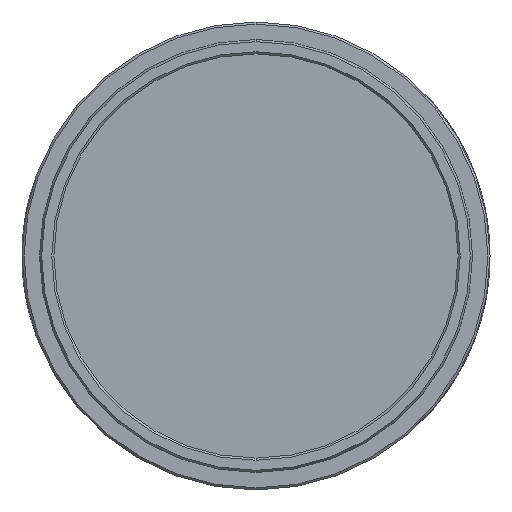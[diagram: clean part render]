
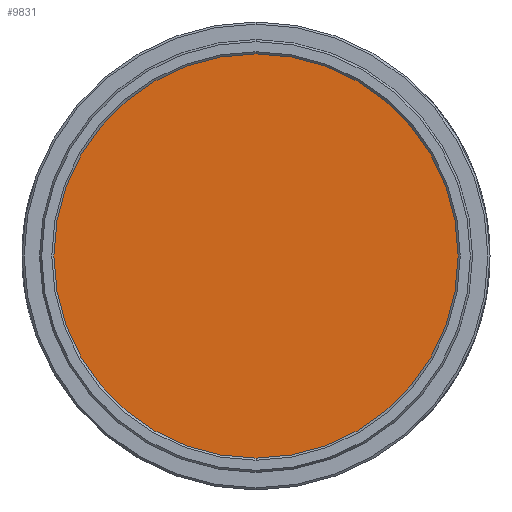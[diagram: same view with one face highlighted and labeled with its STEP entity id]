
A CAD part, left-side view. The second image highlights one B-rep face of the part: STEP entity #9831.
In plain terms, the highlighted planar face has unit normal (-1, 0, 0).
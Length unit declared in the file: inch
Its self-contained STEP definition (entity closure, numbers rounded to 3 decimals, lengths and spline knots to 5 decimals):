
#316 = PLANE ( 'NONE',  #12723 ) ;
#1576 = DIRECTION ( 'NONE',  ( 0., 0., -1. ) ) ;
#1690 = AXIS2_PLACEMENT_3D ( 'NONE', #1770, #10472, #3004 ) ;
#1770 = CARTESIAN_POINT ( 'NONE',  ( -0.255, 0., 0. ) ) ;
#2476 = EDGE_CURVE ( 'NONE', #9255, #15903, #5585, .T. ) ;
#3004 = DIRECTION ( 'NONE',  ( 0., 0., -1. ) ) ;
#3945 = DIRECTION ( 'NONE',  ( 1., 0., 0. ) ) ;
#4180 = ORIENTED_EDGE ( 'NONE', *, *, #7598, .F. ) ;
#5138 = CARTESIAN_POINT ( 'NONE',  ( -0.255, 0., 0. ) ) ;
#5585 = CIRCLE ( 'NONE', #12193, 1. ) ;
#7130 = CARTESIAN_POINT ( 'NONE',  ( -0.255, 0., 1. ) ) ;
#7598 = EDGE_CURVE ( 'NONE', #15903, #9255, #8397, .T. ) ;
#8397 = CIRCLE ( 'NONE', #1690, 1. ) ;
#9016 = DIRECTION ( 'NONE',  ( 1., 0., 0. ) ) ;
#9255 = VERTEX_POINT ( 'NONE', #7130 ) ;
#9316 = CARTESIAN_POINT ( 'NONE',  ( -0.255, 0., -1. ) ) ;
#9705 = EDGE_LOOP ( 'NONE', ( #4180, #15684 ) ) ;
#9831 = ADVANCED_FACE ( 'NONE', ( #15923 ), #316, .F. ) ;
#10472 = DIRECTION ( 'NONE',  ( 1., 0., 0. ) ) ;
#11389 = CARTESIAN_POINT ( 'NONE',  ( -0.255, 0., 0. ) ) ;
#12193 = AXIS2_PLACEMENT_3D ( 'NONE', #11389, #3945, #12648 ) ;
#12648 = DIRECTION ( 'NONE',  ( 0., 0., -1. ) ) ;
#12723 = AXIS2_PLACEMENT_3D ( 'NONE', #5138, #9016, #1576 ) ;
#15684 = ORIENTED_EDGE ( 'NONE', *, *, #2476, .F. ) ;
#15903 = VERTEX_POINT ( 'NONE', #9316 ) ;
#15923 = FACE_OUTER_BOUND ( 'NONE', #9705, .T. ) ;
